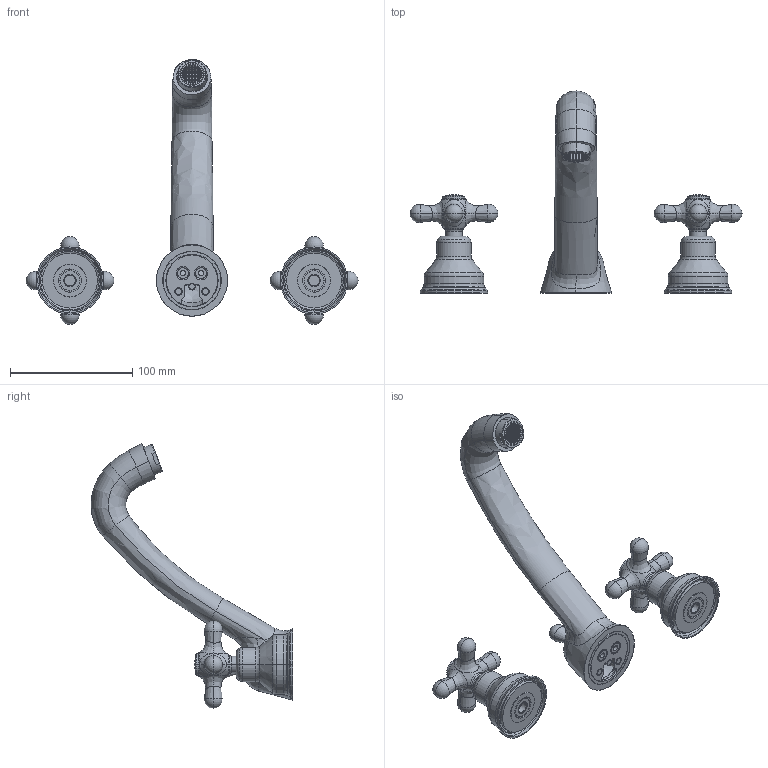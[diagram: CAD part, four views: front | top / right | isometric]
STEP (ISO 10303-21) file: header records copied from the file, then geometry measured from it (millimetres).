
FILE_DESCRIPTION((''),'2;1');
FILE_NAME('IRV055CR','2021-11-10T17:08:41',('ut3'),('PAFFONI SpA'),'CREO PARAMETRIC BY PTC INC, 2020044','CREO PARAMETRIC BY PTC INC, 2020044','');
FILE_SCHEMA(('CONFIG_CONTROL_DESIGN','SHAPE_APPEARANCE_LAYERS_GROUPS'));
Products named in the file (1): IRV055CR
Bounding box: 272 x 165.38 x 217.1 mm (x, y, z)
Volume: 232344.8 mm3; surface area: 122580.7 mm2
Topology: 9 solids, 9 shells, 2177 faces, 6061 edges, 3907 vertices
Faces by surface type: plane 1575, cylinder 261, bspline 116, torus 104, cone 93, sphere 28
Entity records: 89016 total; most frequent: CARTESIAN_POINT 24966, ORIENTED_EDGE 12076, DIRECTION 11758, EDGE_CURVE 6038, AXIS2_PLACEMENT_3D 3932, VERTEX_POINT 3907, VECTOR 3894, LINE 3894
